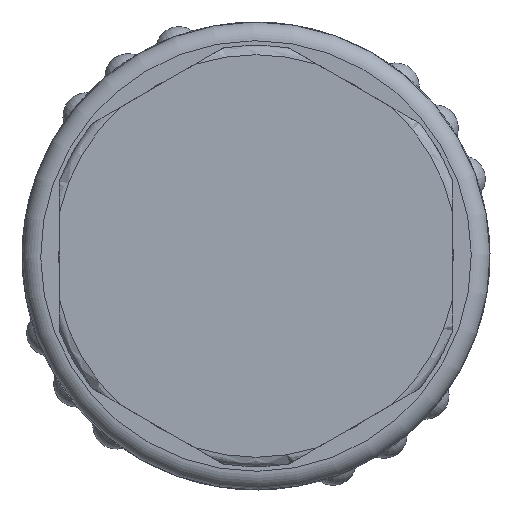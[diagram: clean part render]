
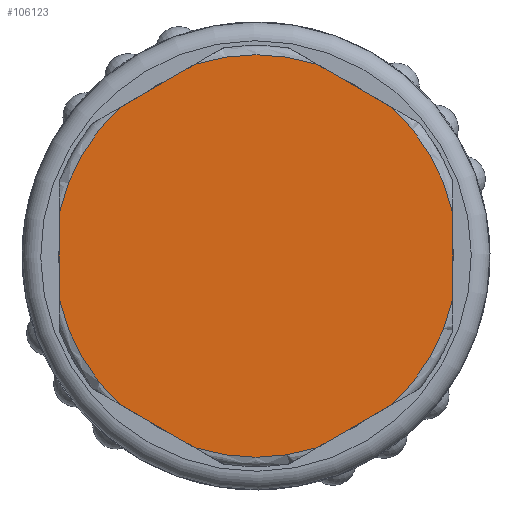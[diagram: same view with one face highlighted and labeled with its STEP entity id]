
A CAD part, left-side view. The second image highlights one B-rep face of the part: STEP entity #106123.
In plain terms, the highlighted planar face has unit normal (-1, 0, 0).
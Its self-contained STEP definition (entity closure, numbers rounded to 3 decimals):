
#104801=CARTESIAN_POINT('',(0.0,7.246,-7.941));
#104802=VERTEX_POINT('',#104801);
#104803=CARTESIAN_POINT('',(0.0,3.254,-10.246));
#104804=VERTEX_POINT('',#104803);
#104805=CARTESIAN_POINT('',(0.,7.246,-7.941));
#104806=DIRECTION('',(0.0,-0.866,-0.5));
#104807=VECTOR('',#104806,4.61);
#104808=LINE('',#104805,#104807);
#104809=EDGE_CURVE('',#104802,#104804,#104808,.T.);
#104933=CARTESIAN_POINT('',(0.0,-3.254,-10.246));
#104934=VERTEX_POINT('',#104933);
#104935=CARTESIAN_POINT('',(0.0,-7.246,-7.941));
#104936=VERTEX_POINT('',#104935);
#104937=CARTESIAN_POINT('',(0.,-3.254,-10.246));
#104938=DIRECTION('',(0.0,-0.866,0.5));
#104939=VECTOR('',#104938,4.61);
#104940=LINE('',#104937,#104939);
#104941=EDGE_CURVE('',#104934,#104936,#104940,.T.);
#105065=CARTESIAN_POINT('',(0.0,-10.5,-2.305));
#105066=VERTEX_POINT('',#105065);
#105067=CARTESIAN_POINT('',(0.0,-10.5,2.305));
#105068=VERTEX_POINT('',#105067);
#105069=CARTESIAN_POINT('',(0.,-10.5,-2.305));
#105070=DIRECTION('',(0.0,0.0,1.0));
#105071=VECTOR('',#105070,4.61);
#105072=LINE('',#105069,#105071);
#105073=EDGE_CURVE('',#105066,#105068,#105072,.T.);
#105197=CARTESIAN_POINT('',(0.0,-7.246,7.941));
#105198=VERTEX_POINT('',#105197);
#105199=CARTESIAN_POINT('',(0.0,-3.254,10.246));
#105200=VERTEX_POINT('',#105199);
#105201=CARTESIAN_POINT('',(0.,-7.246,7.941));
#105202=DIRECTION('',(0.0,0.866,0.5));
#105203=VECTOR('',#105202,4.61);
#105204=LINE('',#105201,#105203);
#105205=EDGE_CURVE('',#105198,#105200,#105204,.T.);
#105329=CARTESIAN_POINT('',(0.0,3.254,10.246));
#105330=VERTEX_POINT('',#105329);
#105331=CARTESIAN_POINT('',(0.0,7.246,7.941));
#105332=VERTEX_POINT('',#105331);
#105333=CARTESIAN_POINT('',(0.,3.254,10.246));
#105334=DIRECTION('',(0.0,0.866,-0.5));
#105335=VECTOR('',#105334,4.61);
#105336=LINE('',#105333,#105335);
#105337=EDGE_CURVE('',#105330,#105332,#105336,.T.);
#105876=CARTESIAN_POINT('',(0.0,10.5,-2.305));
#105877=VERTEX_POINT('',#105876);
#105878=CARTESIAN_POINT('',(0.0,0.0,0.0));
#105879=DIRECTION('',(1.0,0.0,0.0));
#105880=DIRECTION('',(0.0,1.0,0.0));
#105881=AXIS2_PLACEMENT_3D('',#105878,#105879,#105880);
#105882=CIRCLE('',#105881,10.75);
#105883=EDGE_CURVE('',#104802,#105877,#105882,.T.);
#105911=CARTESIAN_POINT('',(0.0,10.5,2.305));
#105912=VERTEX_POINT('',#105911);
#105928=CARTESIAN_POINT('',(0.0,0.0,0.0));
#105929=DIRECTION('',(1.0,0.0,0.0));
#105930=DIRECTION('',(0.0,1.0,0.0));
#105931=AXIS2_PLACEMENT_3D('',#105928,#105929,#105930);
#105932=CIRCLE('',#105931,10.75);
#105933=EDGE_CURVE('',#105912,#105332,#105932,.T.);
#105946=CARTESIAN_POINT('',(0.0,0.0,0.0));
#105947=DIRECTION('',(1.0,0.0,0.0));
#105948=DIRECTION('',(0.0,1.0,0.0));
#105949=AXIS2_PLACEMENT_3D('',#105946,#105947,#105948);
#105950=CIRCLE('',#105949,10.75);
#105951=EDGE_CURVE('',#105330,#105200,#105950,.T.);
#105964=CARTESIAN_POINT('',(0.0,0.0,0.0));
#105965=DIRECTION('',(1.0,0.0,0.0));
#105966=DIRECTION('',(0.0,1.0,0.0));
#105967=AXIS2_PLACEMENT_3D('',#105964,#105965,#105966);
#105968=CIRCLE('',#105967,10.75);
#105969=EDGE_CURVE('',#105198,#105068,#105968,.T.);
#105982=CARTESIAN_POINT('',(0.0,0.0,0.0));
#105983=DIRECTION('',(1.0,0.0,0.0));
#105984=DIRECTION('',(0.0,1.0,0.0));
#105985=AXIS2_PLACEMENT_3D('',#105982,#105983,#105984);
#105986=CIRCLE('',#105985,10.75);
#105987=EDGE_CURVE('',#105066,#104936,#105986,.T.);
#105997=CARTESIAN_POINT('',(0.,10.5,2.305));
#105998=DIRECTION('',(0.0,0.0,-1.0));
#105999=VECTOR('',#105998,4.61);
#106000=LINE('',#105997,#105999);
#106001=EDGE_CURVE('',#105912,#105877,#106000,.T.);
#106098=CARTESIAN_POINT('',(0.,8.55,0.0));
#106099=DIRECTION('',(-1.0,0.0,0.0));
#106100=DIRECTION('',(0.0,0.0,1.0));
#106101=AXIS2_PLACEMENT_3D('',#106098,#106099,#106100);
#106102=PLANE('',#106101);
#106103=ORIENTED_EDGE('',*,*,#104809,.T.);
#106104=CARTESIAN_POINT('',(0.0,0.0,0.0));
#106105=DIRECTION('',(1.0,0.0,0.0));
#106106=DIRECTION('',(0.0,1.0,0.0));
#106107=AXIS2_PLACEMENT_3D('',#106104,#106105,#106106);
#106108=CIRCLE('',#106107,10.75);
#106109=EDGE_CURVE('',#104934,#104804,#106108,.T.);
#106110=ORIENTED_EDGE('',*,*,#106109,.F.);
#106111=ORIENTED_EDGE('',*,*,#104941,.T.);
#106112=ORIENTED_EDGE('',*,*,#105987,.F.);
#106113=ORIENTED_EDGE('',*,*,#105073,.T.);
#106114=ORIENTED_EDGE('',*,*,#105969,.F.);
#106115=ORIENTED_EDGE('',*,*,#105205,.T.);
#106116=ORIENTED_EDGE('',*,*,#105951,.F.);
#106117=ORIENTED_EDGE('',*,*,#105337,.T.);
#106118=ORIENTED_EDGE('',*,*,#105933,.F.);
#106119=ORIENTED_EDGE('',*,*,#106001,.T.);
#106120=ORIENTED_EDGE('',*,*,#105883,.F.);
#106121=EDGE_LOOP('',(#106103,#106110,#106111,#106112,#106113,#106114,#106115,#106116,#106117,#106118,#106119,#106120));
#106122=FACE_OUTER_BOUND('',#106121,.T.);
#106123=ADVANCED_FACE('',(#106122),#106102,.T.);
